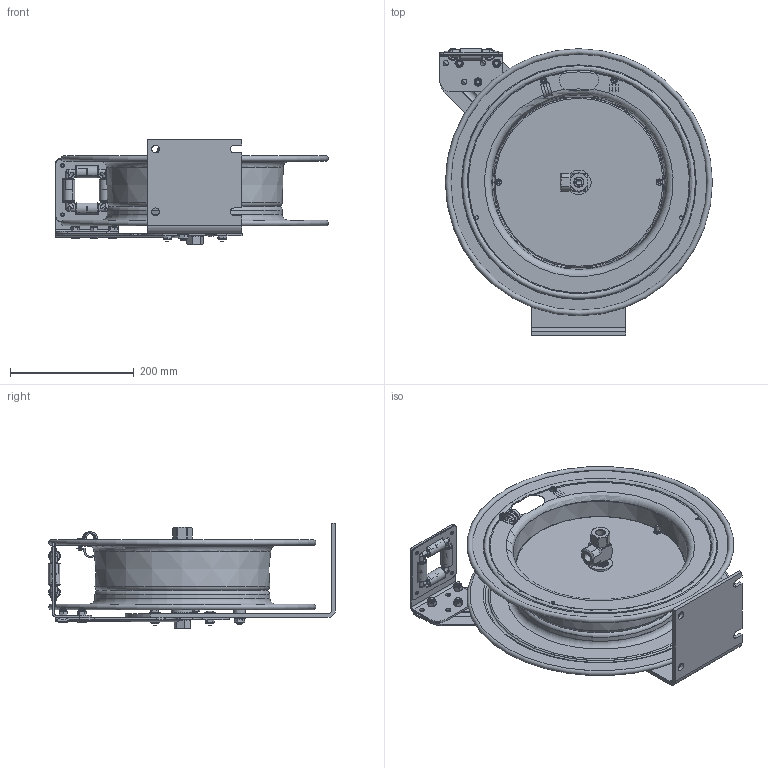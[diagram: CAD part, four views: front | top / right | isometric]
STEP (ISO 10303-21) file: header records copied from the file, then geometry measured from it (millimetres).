
FILE_DESCRIPTION(/* description */ (''),/* implementation_level */ '2;1');
FILE_NAME(/* name */ 'P-LPL-350_SHARED.stp',/* time_stamp */ '2020-01-17T09:11:38-07:00',/* author */ ('NMelton'),/* organization */ (''),/* preprocessor_version */ 'ST-DEVELOPER v17',/* originating_system */ 'Autodesk Inventor 2019',/* authorisation */ '');
FILE_SCHEMA (('AUTOMOTIVE_DESIGN { 1 0 10303 214 3 1 1 }'));
Products named in the file (1): P-LPL-350_SHARED
Bounding box: 441 x 464 x 170.69 mm (x, y, z)
Surface area: 1043701.9 mm2 (no closed solid volume)
Topology: 0 solids, 119 shells, 2111 faces, 8981 edges, 6725 vertices
Faces by surface type: plane 1049, cylinder 438, bspline 375, cone 148, torus 64, sphere 37
Full cylindrical faces by diameter (mm): 2.159 x2, 2.54 x1, 3.048 x1, 3.962 x2, 4.699 x4, 4.826 x6, 5.182 x2, 5.556 x3, 5.588 x5, 6.35 x5, 7.938 x3, 8.636 x3, 8.731 x4, 8.89 x1, 11.43 x3, 12.192 x8, 12.7 x2, 14.859 x1, 15.875 x1, 17.882 x1, 19.05 x5, 20.574 x1, 25.362 x1, 28.575 x1, 34.925 x1, 35.052 x1, 39.624 x1
Entity records: 98771 total; most frequent: CARTESIAN_POINT 28433, ORIENTED_EDGE 13303, DIRECTION 12346, EDGE_CURVE 8936, VERTEX_POINT 6725, LINE 5142, VECTOR 5142, AXIS2_PLACEMENT_3D 3602
